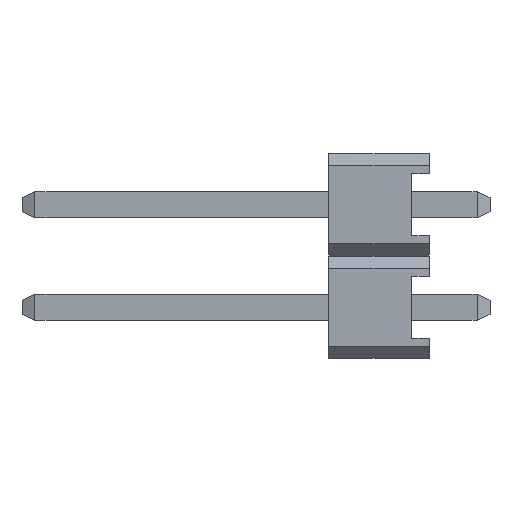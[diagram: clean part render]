
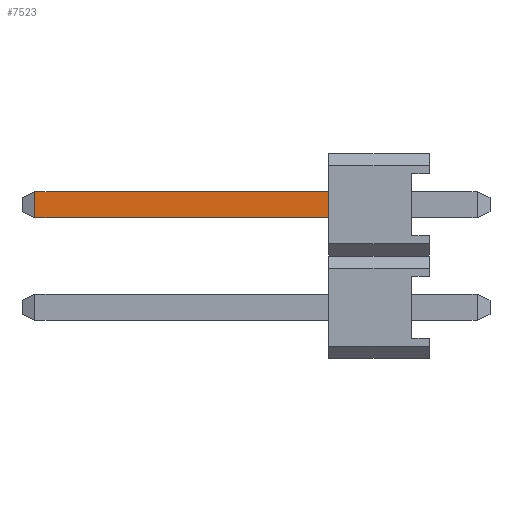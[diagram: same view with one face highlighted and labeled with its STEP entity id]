
A CAD part, left-side view. The second image highlights one B-rep face of the part: STEP entity #7523.
In plain terms, the highlighted planar face has unit normal (-1, 0, 0).
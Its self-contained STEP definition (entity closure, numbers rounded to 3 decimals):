
#445 = DIRECTION ( 'NONE',  ( 0., -1., 0. ) ) ;
#446 = VECTOR ( 'NONE', #445, 1000. ) ;
#447 = CARTESIAN_POINT ( 'NONE',  ( -0.325, 10.1, -0.325 ) ) ;
#448 = LINE ( 'NONE', #447, #446 ) ;
#493 = DIRECTION ( 'NONE',  ( 0., 0., -1. ) ) ;
#494 = DIRECTION ( 'NONE',  ( 1., 0., 0. ) ) ;
#495 = CARTESIAN_POINT ( 'NONE',  ( -0.325, 10.1, 0.325 ) ) ;
#496 = AXIS2_PLACEMENT_3D ( 'NONE', #495, #494, #493 ) ;
#497 = PLANE ( 'NONE',  #496 ) ;
#498 = FACE_OUTER_BOUND ( 'NONE', #7524, .T. ) ;
#588 = CARTESIAN_POINT ( 'NONE',  ( -0.325, 9.778, 0.325 ) ) ;
#589 = DIRECTION ( 'NONE',  ( 0., -1., 0. ) ) ;
#590 = VECTOR ( 'NONE', #589, 1000. ) ;
#591 = CARTESIAN_POINT ( 'NONE',  ( -0.325, 10.1, 0.325 ) ) ;
#592 = LINE ( 'NONE', #591, #590 ) ;
#644 = CARTESIAN_POINT ( 'NONE',  ( -0.325, 9.778, -0.325 ) ) ;
#645 = DIRECTION ( 'NONE',  ( 0., 0., -1. ) ) ;
#646 = VECTOR ( 'NONE', #645, 1000. ) ;
#647 = CARTESIAN_POINT ( 'NONE',  ( -0.325, 9.778, 0.325 ) ) ;
#648 = LINE ( 'NONE', #647, #646 ) ;
#2198 = CARTESIAN_POINT ( 'NONE',  ( -0.325, 2.5, 0.325 ) ) ;
#2306 = CARTESIAN_POINT ( 'NONE',  ( -0.325, 2.5, -0.325 ) ) ;
#2307 = DIRECTION ( 'NONE',  ( 0., 0., 1. ) ) ;
#2308 = VECTOR ( 'NONE', #2307, 1000. ) ;
#2309 = CARTESIAN_POINT ( 'NONE',  ( -0.325, 2.5, 1.27 ) ) ;
#2310 = LINE ( 'NONE', #2309, #2308 ) ;
#7517 = ORIENTED_EDGE ( 'NONE', *, *, #7518, .T. ) ;
#7518 = EDGE_CURVE ( 'NONE', #7585, #8624, #448, .T. ) ;
#7519 = ORIENTED_EDGE ( 'NONE', *, *, #8623, .T. ) ;
#7523 = ADVANCED_FACE ( 'NONE', ( #498 ), #497, .F. ) ;
#7524 = EDGE_LOOP ( 'NONE', ( #7580, #7583, #7517, #7519 ) ) ;
#7580 = ORIENTED_EDGE ( 'NONE', *, *, #7581, .F. ) ;
#7581 = EDGE_CURVE ( 'NONE', #7582, #8536, #592, .T. ) ;
#7582 = VERTEX_POINT ( 'NONE', #588 ) ;
#7583 = ORIENTED_EDGE ( 'NONE', *, *, #7584, .T. ) ;
#7584 = EDGE_CURVE ( 'NONE', #7582, #7585, #648, .T. ) ;
#7585 = VERTEX_POINT ( 'NONE', #644 ) ;
#8536 = VERTEX_POINT ( 'NONE', #2198 ) ;
#8623 = EDGE_CURVE ( 'NONE', #8624, #8536, #2310, .T. ) ;
#8624 = VERTEX_POINT ( 'NONE', #2306 ) ;
